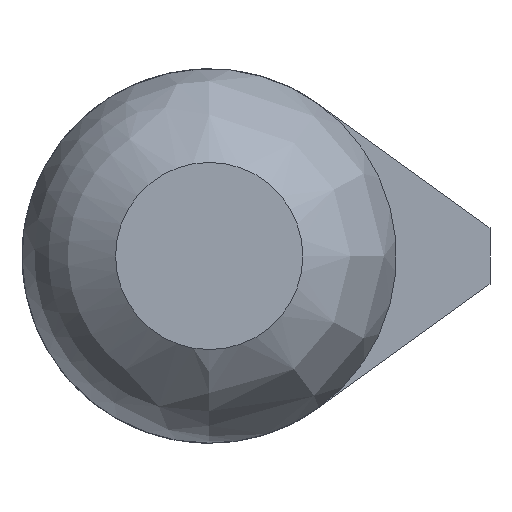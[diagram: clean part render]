
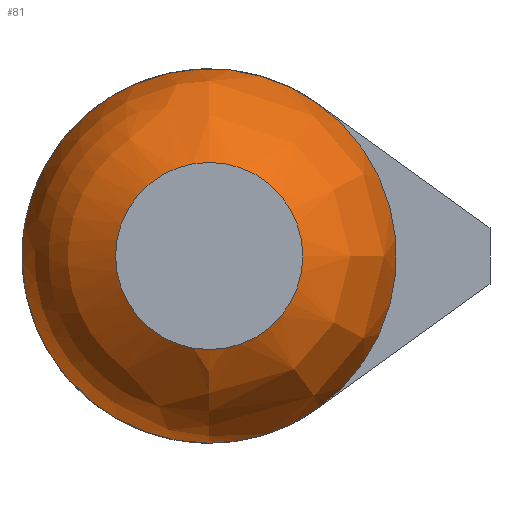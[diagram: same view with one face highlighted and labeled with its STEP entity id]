
A CAD part, front view. The second image highlights one B-rep face of the part: STEP entity #81.
In plain terms, the highlighted free-form (B-spline) face has degree [3, 3] with [4, 7] control points.
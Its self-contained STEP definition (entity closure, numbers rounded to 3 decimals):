
#81 = ADVANCED_FACE( '', ( #165, #166 ), #167, .T. );
#165 = FACE_OUTER_BOUND( '', #279, .T. );
#166 = FACE_OUTER_BOUND( '', #280, .T. );
#167 = ( BOUNDED_SURFACE(  )B_SPLINE_SURFACE( 3, 3, ( ( #283, #284, #285, #286, #287, #288, #289 ), ( #290, #291, #292, #293, #294, #295, #296 ), ( #297, #298, #299, #300, #301, #302, #303 ), ( #304, #305, #306, #307, #308, #309, #310 ) ), .UNSPECIFIED., .F., .T., .F. )B_SPLINE_SURFACE_WITH_KNOTS( ( 4, 4 ), ( 4, 3, 4 ), ( 0., 6.283 ), ( 0.029, 0.588, 1.147 ), .UNSPECIFIED. )GEOMETRIC_REPRESENTATION_ITEM(  )RATIONAL_B_SPLINE_SURFACE( ( ( 1., 0.333, 0.333, 1., 0.333, 0.333, 1. ), ( 0.899, 0.3, 0.3, 0.899, 0.3, 0.3, 0.899 ), ( 0.899, 0.3, 0.3, 0.899, 0.3, 0.3, 0.899 ), ( 1., 0.333, 0.333, 1., 0.333, 0.333, 1. ) ) )REPRESENTATION_ITEM( '' )SURFACE(  ) );
#279 = EDGE_LOOP( '', ( #453, #454 ) );
#280 = EDGE_LOOP( '', ( #455 ) );
#283 = CARTESIAN_POINT( '', ( 0., -88.75, -5. ) );
#284 = CARTESIAN_POINT( '', ( 10., -88.75, -5. ) );
#285 = CARTESIAN_POINT( '', ( 10., -88.75, 5. ) );
#286 = CARTESIAN_POINT( '', ( 0., -88.75, 5. ) );
#287 = CARTESIAN_POINT( '', ( -10., -88.75, 5. ) );
#288 = CARTESIAN_POINT( '', ( -10., -88.75, -5. ) );
#289 = CARTESIAN_POINT( '', ( 0., -88.75, -5. ) );
#290 = CARTESIAN_POINT( '', ( 0., -87.375, -8.048 ) );
#291 = CARTESIAN_POINT( '', ( 16.096, -87.375, -8.048 ) );
#292 = CARTESIAN_POINT( '', ( 16.096, -87.375, 8.048 ) );
#293 = CARTESIAN_POINT( '', ( 0., -87.375, 8.048 ) );
#294 = CARTESIAN_POINT( '', ( -16.096, -87.375, 8.048 ) );
#295 = CARTESIAN_POINT( '', ( -16.096, -87.375, -8.048 ) );
#296 = CARTESIAN_POINT( '', ( 0., -87.375, -8.048 ) );
#297 = CARTESIAN_POINT( '', ( 0., -84.592, -9.903 ) );
#298 = CARTESIAN_POINT( '', ( 19.805, -84.592, -9.903 ) );
#299 = CARTESIAN_POINT( '', ( 19.805, -84.592, 9.903 ) );
#300 = CARTESIAN_POINT( '', ( 0., -84.592, 9.903 ) );
#301 = CARTESIAN_POINT( '', ( -19.805, -84.592, 9.903 ) );
#302 = CARTESIAN_POINT( '', ( -19.805, -84.592, -9.903 ) );
#303 = CARTESIAN_POINT( '', ( 0., -84.592, -9.903 ) );
#304 = CARTESIAN_POINT( '', ( 0., -81.25, -10. ) );
#305 = CARTESIAN_POINT( '', ( 20., -81.25, -10. ) );
#306 = CARTESIAN_POINT( '', ( 20., -81.25, 10. ) );
#307 = CARTESIAN_POINT( '', ( 0., -81.25, 10. ) );
#308 = CARTESIAN_POINT( '', ( -20., -81.25, 10. ) );
#309 = CARTESIAN_POINT( '', ( -20., -81.25, -10. ) );
#310 = CARTESIAN_POINT( '', ( 0., -81.25, -10. ) );
#453 = ORIENTED_EDGE( '', *, *, #518, .F. );
#454 = ORIENTED_EDGE( '', *, *, #520, .F. );
#455 = ORIENTED_EDGE( '', *, *, #491, .F. );
#491 = EDGE_CURVE( '', #560, #560, #561, .T. );
#518 = EDGE_CURVE( '', #573, #588, #597, .T. );
#520 = EDGE_CURVE( '', #588, #573, #599, .T. );
#560 = VERTEX_POINT( '', #647 );
#561 = CIRCLE( '', #648, 5. );
#573 = VERTEX_POINT( '', #665 );
#588 = VERTEX_POINT( '', #684 );
#597 = CIRCLE( '', #695, 10. );
#599 = CIRCLE( '', #697, 10. );
#647 = CARTESIAN_POINT( '', ( 0., -88.75, -5. ) );
#648 = AXIS2_PLACEMENT_3D( '', #728, #729, #730 );
#665 = CARTESIAN_POINT( '', ( 5.856, -81.25, 8.106 ) );
#684 = CARTESIAN_POINT( '', ( 5.856, -81.25, -8.106 ) );
#695 = AXIS2_PLACEMENT_3D( '', #754, #755, #756 );
#697 = AXIS2_PLACEMENT_3D( '', #757, #758, #759 );
#728 = CARTESIAN_POINT( '', ( 0., -88.75, 0. ) );
#729 = DIRECTION( '', ( 0., -1., 0. ) );
#730 = DIRECTION( '', ( 0., 0., -1. ) );
#754 = CARTESIAN_POINT( '', ( 0., -81.25, 0. ) );
#755 = DIRECTION( '', ( 0., 1., 0. ) );
#756 = DIRECTION( '', ( 0., 0., 1. ) );
#757 = CARTESIAN_POINT( '', ( 0., -81.25, 0. ) );
#758 = DIRECTION( '', ( 0., 1., 0. ) );
#759 = DIRECTION( '', ( 1., 0., 0. ) );
